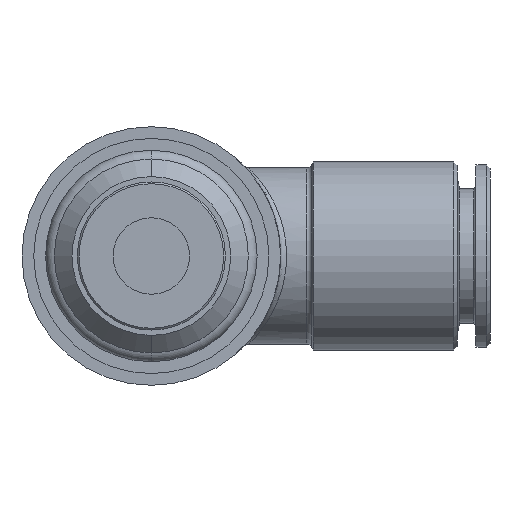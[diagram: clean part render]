
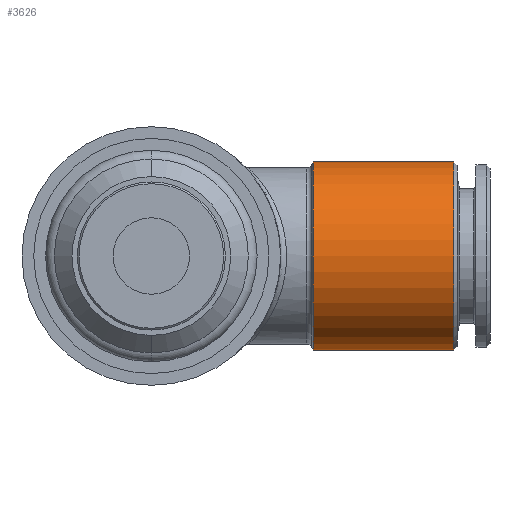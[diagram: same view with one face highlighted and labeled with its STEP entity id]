
A CAD part, front view. The second image highlights one B-rep face of the part: STEP entity #3626.
In plain terms, the highlighted cylindrical face has radius 8 mm (diameter 16 mm), a partial arc.
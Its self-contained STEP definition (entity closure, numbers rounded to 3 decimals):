
#69 = LINE ( 'NONE', #106, #105 ) ;
#104 = DIRECTION ( 'NONE',  ( -1., 0., 0. ) ) ;
#105 = VECTOR ( 'NONE', #104, 1000. ) ;
#106 = CARTESIAN_POINT ( 'NONE',  ( 0., 20.3, 8. ) ) ;
#131 = CARTESIAN_POINT ( 'NONE',  ( 25.7, 20.3, -8. ) ) ;
#216 = DIRECTION ( 'NONE',  ( -1., 0., 0. ) ) ;
#217 = VECTOR ( 'NONE', #216, 1000. ) ;
#218 = CARTESIAN_POINT ( 'NONE',  ( 0., 20.3, -8. ) ) ;
#219 = LINE ( 'NONE', #218, #217 ) ;
#220 = CARTESIAN_POINT ( 'NONE',  ( 13.789, 20.3, 8. ) ) ;
#606 = CARTESIAN_POINT ( 'NONE',  ( 25.7, 20.3, 8. ) ) ;
#723 = CARTESIAN_POINT ( 'NONE',  ( 13.789, 20.3, -8. ) ) ;
#1371 = CARTESIAN_POINT ( 'NONE',  ( 13.789, 20.3, 0. ) ) ;
#1399 = DIRECTION ( 'NONE',  ( 0., 0., -1. ) ) ;
#1404 = DIRECTION ( 'NONE',  ( 1., 0., 0. ) ) ;
#1405 = AXIS2_PLACEMENT_3D ( 'NONE', #1371, #1404, #1399 ) ;
#1406 = CIRCLE ( 'NONE', #1405, 8. ) ;
#1951 = DIRECTION ( 'NONE',  ( 0., 0., 1. ) ) ;
#1952 = AXIS2_PLACEMENT_3D ( 'NONE', #1953, #1958, #1951 ) ;
#1953 = CARTESIAN_POINT ( 'NONE',  ( 0., 20.3, 0. ) ) ;
#1954 = CYLINDRICAL_SURFACE ( 'NONE', #1952, 8. ) ;
#1958 = DIRECTION ( 'NONE',  ( -1., 0., 0. ) ) ;
#1959 = DIRECTION ( 'NONE',  ( 0., 0., 1. ) ) ;
#1960 = DIRECTION ( 'NONE',  ( -1., 0., 0. ) ) ;
#1961 = CARTESIAN_POINT ( 'NONE',  ( 25.7, 20.3, 0. ) ) ;
#1962 = AXIS2_PLACEMENT_3D ( 'NONE', #1961, #1960, #1959 ) ;
#1963 = CIRCLE ( 'NONE', #1962, 8. ) ;
#1964 = FACE_OUTER_BOUND ( 'NONE', #3627, .T. ) ;
#3248 = EDGE_CURVE ( 'NONE', #3310, #3273, #69, .T. ) ;
#3253 = VERTEX_POINT ( 'NONE', #131 ) ;
#3273 = VERTEX_POINT ( 'NONE', #220 ) ;
#3274 = EDGE_CURVE ( 'NONE', #3253, #3315, #219, .T. ) ;
#3310 = VERTEX_POINT ( 'NONE', #606 ) ;
#3315 = VERTEX_POINT ( 'NONE', #723 ) ;
#3567 = ORIENTED_EDGE ( 'NONE', *, *, #3248, .T. ) ;
#3568 = ORIENTED_EDGE ( 'NONE', *, *, #3274, .F. ) ;
#3569 = ORIENTED_EDGE ( 'NONE', *, *, #3669, .T. ) ;
#3625 = EDGE_CURVE ( 'NONE', #3253, #3310, #1963, .T. ) ;
#3626 = ADVANCED_FACE ( 'NONE', ( #1964 ), #1954, .T. ) ;
#3627 = EDGE_LOOP ( 'NONE', ( #3568, #3643, #3567, #3569 ) ) ;
#3643 = ORIENTED_EDGE ( 'NONE', *, *, #3625, .T. ) ;
#3669 = EDGE_CURVE ( 'NONE', #3273, #3315, #1406, .T. ) ;
